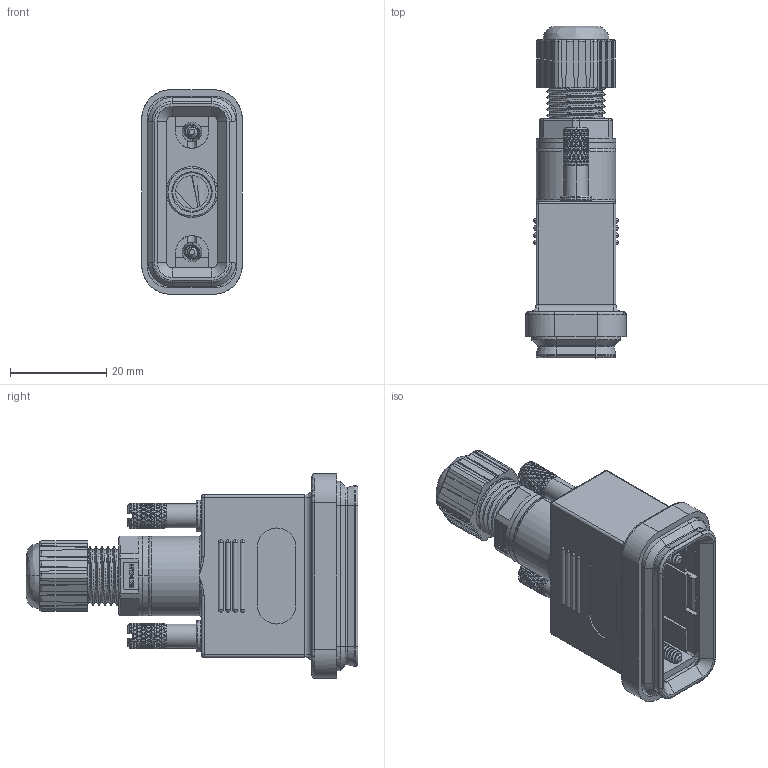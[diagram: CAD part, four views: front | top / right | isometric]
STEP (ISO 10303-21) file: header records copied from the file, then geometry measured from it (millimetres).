
FILE_DESCRIPTION (( 'STEP AP214' ), '1' );
FILE_NAME ('627-230-009-010.STEP', '2020-09-16T20:36:23', ( '' ), ( '' ), 'SwSTEP 2.0', 'SolidWorks 2020', '' );
FILE_SCHEMA (( 'AUTOMOTIVE_DESIGN' ));
Length unit declared in the file: millimetre
Products named in the file (9): Cable Seal; 627-230-009-010; Seal; Main Body; O-Ring L; Thumbscrew; O-Ring S; Clamp Nut; Cable Guide
Assembly tree (10 placements, depth 2):
  627-230-009-010
    Main Body
    O-Ring S  x2
    Thumbscrew  x2
    O-Ring L
    Cable Guide
    Cable Seal
    Clamp Nut
    Seal
Bounding box: 20.9 x 69 x 42.55 mm (x, y, z)
Volume: 5737 mm3; surface area: 17222.3 mm2
Topology: 9 solids, 10 shells, 2732 faces, 6301 edges, 3596 vertices
Faces by surface type: bspline 1564, cylinder 544, plane 490, cone 116, torus 18
Entity records: 91787 total; most frequent: CARTESIAN_POINT 58174, ORIENTED_EDGE 8512, EDGE_CURVE 4276, DIRECTION 3998, B_SPLINE_CURVE_WITH_KNOTS 2531, VERTEX_POINT 2523, EDGE_LOOP 1825, ADVANCED_FACE 1780
